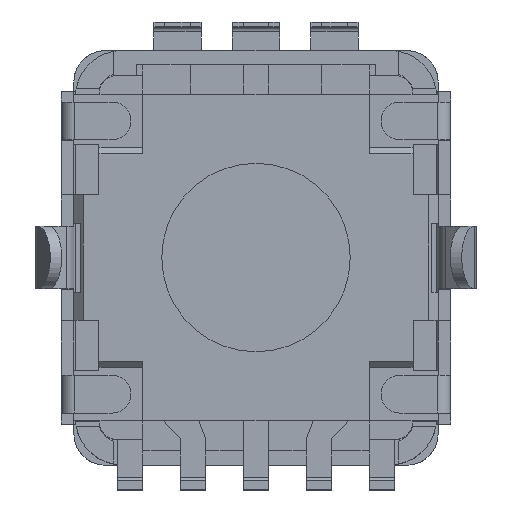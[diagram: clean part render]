
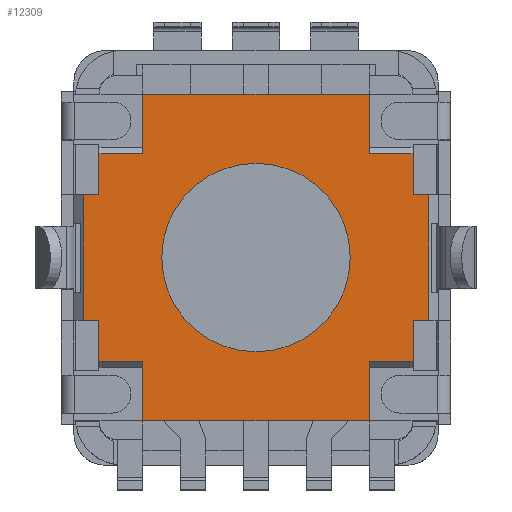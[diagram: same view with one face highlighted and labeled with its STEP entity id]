
A CAD part, top view. The second image highlights one B-rep face of the part: STEP entity #12309.
In plain terms, the highlighted planar face has unit normal (0, 0, 1).
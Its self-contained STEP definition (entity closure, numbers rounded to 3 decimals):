
#11279=VERTEX_POINT('',#11280);
#11280=CARTESIAN_POINT('',(4.837,-5.627,0.485));
#11383=EDGE_CURVE('',#11279,#11384,#11386,.F.);
#11384=VERTEX_POINT('',#11385);
#11385=CARTESIAN_POINT('',(-2.363,-5.627,0.485));
#11386=LINE('',#11387,#11388);
#11387=CARTESIAN_POINT('',(-2.363,-5.627,0.485));
#11388=VECTOR('',#11389,1.0);
#11389=DIRECTION('',(1.0,0.0,0.0));
#11569=VERTEX_POINT('',#11570);
#11570=CARTESIAN_POINT('',(-2.363,4.773,0.485));
#11576=EDGE_CURVE('',#11569,#11577,#11579,.F.);
#11577=VERTEX_POINT('',#11578);
#11578=CARTESIAN_POINT('',(4.837,4.773,0.485));
#11579=LINE('',#11580,#11581);
#11580=CARTESIAN_POINT('',(4.837,4.773,0.485));
#11581=VECTOR('',#11582,1.0);
#11582=DIRECTION('',(-1.0,0.0,0.0));
#12150=VERTEX_POINT('',#12151);
#12151=CARTESIAN_POINT('',(6.237,-3.727,0.485));
#12157=EDGE_CURVE('',#12150,#12158,#12160,.T.);
#12158=VERTEX_POINT('',#12159);
#12159=CARTESIAN_POINT('',(4.837,-3.727,0.485));
#12160=LINE('',#12161,#12162);
#12161=CARTESIAN_POINT('',(6.237,-3.727,0.485));
#12162=VECTOR('',#12163,1.0);
#12163=DIRECTION('',(-1.0,0.0,0.0));
#12219=VERTEX_POINT('',#12220);
#12220=CARTESIAN_POINT('',(6.237,2.873,0.485));
#12237=VERTEX_POINT('',#12238);
#12238=CARTESIAN_POINT('',(4.837,2.873,0.485));
#12244=EDGE_CURVE('',#12237,#12219,#12245,.T.);
#12245=LINE('',#12246,#12247);
#12246=CARTESIAN_POINT('',(4.837,2.873,0.485));
#12247=VECTOR('',#12248,1.0);
#12248=DIRECTION('',(1.0,0.0,0.0));
#12259=EDGE_CURVE('',#12219,#12260,#12262,.T.);
#12260=VERTEX_POINT('',#12261);
#12261=CARTESIAN_POINT('',(6.237,1.573,0.485));
#12262=LINE('',#12263,#12264);
#12263=CARTESIAN_POINT('',(6.237,2.873,0.485));
#12264=VECTOR('',#12265,1.0);
#12265=DIRECTION('',(0.0,-1.0,0.0));
#12309=ADVANCED_FACE('',(#12310,#12429),#12440,.F.);
#12310=FACE_BOUND('',#12311,.T.);
#12311=EDGE_LOOP('',(#12312,#12313,#12321,#12329,#12337,#12343,#12344,#12345,#12351,#12352,#12360,#12368,#12376,#12384,#12392,#12400,#12408,#12416,#12422,#12423));
#12312=ORIENTED_EDGE('',*,*,#12157,.F.);
#12313=ORIENTED_EDGE('',*,*,#12314,.T.);
#12314=EDGE_CURVE('',#12150,#12315,#12317,.F.);
#12315=VERTEX_POINT('',#12316);
#12316=CARTESIAN_POINT('',(6.237,-2.427,0.485));
#12317=LINE('',#12318,#12319);
#12318=CARTESIAN_POINT('',(6.237,-2.427,0.485));
#12319=VECTOR('',#12320,1.0);
#12320=DIRECTION('',(0.0,-1.0,0.0));
#12321=ORIENTED_EDGE('',*,*,#12322,.T.);
#12322=EDGE_CURVE('',#12315,#12323,#12325,.F.);
#12323=VERTEX_POINT('',#12324);
#12324=CARTESIAN_POINT('',(6.737,-2.427,0.485));
#12325=LINE('',#12326,#12327);
#12326=CARTESIAN_POINT('',(6.737,-2.427,0.485));
#12327=VECTOR('',#12328,1.0);
#12328=DIRECTION('',(-1.0,0.0,0.0));
#12329=ORIENTED_EDGE('',*,*,#12330,.T.);
#12330=EDGE_CURVE('',#12323,#12331,#12333,.F.);
#12331=VERTEX_POINT('',#12332);
#12332=CARTESIAN_POINT('',(6.737,1.573,0.485));
#12333=LINE('',#12334,#12335);
#12334=CARTESIAN_POINT('',(6.737,1.573,0.485));
#12335=VECTOR('',#12336,1.0);
#12336=DIRECTION('',(0.0,-1.0,0.0));
#12337=ORIENTED_EDGE('',*,*,#12338,.T.);
#12338=EDGE_CURVE('',#12331,#12260,#12339,.F.);
#12339=LINE('',#12340,#12341);
#12340=CARTESIAN_POINT('',(6.237,1.573,0.485));
#12341=VECTOR('',#12342,1.0);
#12342=DIRECTION('',(1.0,0.0,0.0));
#12343=ORIENTED_EDGE('',*,*,#12259,.F.);
#12344=ORIENTED_EDGE('',*,*,#12244,.F.);
#12345=ORIENTED_EDGE('',*,*,#12346,.T.);
#12346=EDGE_CURVE('',#12237,#11577,#12347,.T.);
#12347=LINE('',#12348,#12349);
#12348=CARTESIAN_POINT('',(4.837,2.873,0.485));
#12349=VECTOR('',#12350,1.0);
#12350=DIRECTION('',(0.,1.0,0.));
#12351=ORIENTED_EDGE('',*,*,#11576,.F.);
#12352=ORIENTED_EDGE('',*,*,#12353,.T.);
#12353=EDGE_CURVE('',#11569,#12354,#12356,.T.);
#12354=VERTEX_POINT('',#12355);
#12355=CARTESIAN_POINT('',(-2.363,2.873,0.485));
#12356=LINE('',#12357,#12358);
#12357=CARTESIAN_POINT('',(-2.363,4.773,0.485));
#12358=VECTOR('',#12359,1.0);
#12359=DIRECTION('',(0.,-1.0,0.));
#12360=ORIENTED_EDGE('',*,*,#12361,.T.);
#12361=EDGE_CURVE('',#12354,#12362,#12364,.F.);
#12362=VERTEX_POINT('',#12363);
#12363=CARTESIAN_POINT('',(-3.763,2.873,0.485));
#12364=LINE('',#12365,#12366);
#12365=CARTESIAN_POINT('',(-3.763,2.873,0.485));
#12366=VECTOR('',#12367,1.0);
#12367=DIRECTION('',(1.0,0.0,0.0));
#12368=ORIENTED_EDGE('',*,*,#12369,.T.);
#12369=EDGE_CURVE('',#12362,#12370,#12372,.F.);
#12370=VERTEX_POINT('',#12371);
#12371=CARTESIAN_POINT('',(-3.763,1.573,0.485));
#12372=LINE('',#12373,#12374);
#12373=CARTESIAN_POINT('',(-3.763,1.573,0.485));
#12374=VECTOR('',#12375,1.0);
#12375=DIRECTION('',(0.0,1.0,0.0));
#12376=ORIENTED_EDGE('',*,*,#12377,.T.);
#12377=EDGE_CURVE('',#12370,#12378,#12380,.F.);
#12378=VERTEX_POINT('',#12379);
#12379=CARTESIAN_POINT('',(-4.263,1.573,0.485));
#12380=LINE('',#12381,#12382);
#12381=CARTESIAN_POINT('',(-4.263,1.573,0.485));
#12382=VECTOR('',#12383,1.0);
#12383=DIRECTION('',(1.0,0.0,0.0));
#12384=ORIENTED_EDGE('',*,*,#12385,.T.);
#12385=EDGE_CURVE('',#12378,#12386,#12388,.F.);
#12386=VERTEX_POINT('',#12387);
#12387=CARTESIAN_POINT('',(-4.263,-2.427,0.485));
#12388=LINE('',#12389,#12390);
#12389=CARTESIAN_POINT('',(-4.263,-2.427,0.485));
#12390=VECTOR('',#12391,1.0);
#12391=DIRECTION('',(0.0,1.0,0.0));
#12392=ORIENTED_EDGE('',*,*,#12393,.T.);
#12393=EDGE_CURVE('',#12386,#12394,#12396,.F.);
#12394=VERTEX_POINT('',#12395);
#12395=CARTESIAN_POINT('',(-3.763,-2.427,0.485));
#12396=LINE('',#12397,#12398);
#12397=CARTESIAN_POINT('',(-3.763,-2.427,0.485));
#12398=VECTOR('',#12399,1.0);
#12399=DIRECTION('',(-1.0,0.0,0.0));
#12400=ORIENTED_EDGE('',*,*,#12401,.T.);
#12401=EDGE_CURVE('',#12394,#12402,#12404,.F.);
#12402=VERTEX_POINT('',#12403);
#12403=CARTESIAN_POINT('',(-3.763,-3.727,0.485));
#12404=LINE('',#12405,#12406);
#12405=CARTESIAN_POINT('',(-3.763,-3.727,0.485));
#12406=VECTOR('',#12407,1.0);
#12407=DIRECTION('',(0.0,1.0,0.0));
#12408=ORIENTED_EDGE('',*,*,#12409,.T.);
#12409=EDGE_CURVE('',#12402,#12410,#12412,.F.);
#12410=VERTEX_POINT('',#12411);
#12411=CARTESIAN_POINT('',(-2.363,-3.727,0.485));
#12412=LINE('',#12413,#12414);
#12413=CARTESIAN_POINT('',(-2.363,-3.727,0.485));
#12414=VECTOR('',#12415,1.0);
#12415=DIRECTION('',(-1.0,0.0,0.0));
#12416=ORIENTED_EDGE('',*,*,#12417,.T.);
#12417=EDGE_CURVE('',#12410,#11384,#12418,.T.);
#12418=LINE('',#12419,#12420);
#12419=CARTESIAN_POINT('',(-2.363,-3.727,0.485));
#12420=VECTOR('',#12421,1.0);
#12421=DIRECTION('',(0.,-1.0,0.));
#12422=ORIENTED_EDGE('',*,*,#11383,.F.);
#12423=ORIENTED_EDGE('',*,*,#12424,.T.);
#12424=EDGE_CURVE('',#11279,#12158,#12425,.T.);
#12425=LINE('',#12426,#12427);
#12426=CARTESIAN_POINT('',(4.837,-5.627,0.485));
#12427=VECTOR('',#12428,1.0);
#12428=DIRECTION('',(0.,1.0,0.));
#12429=FACE_BOUND('',#12430,.T.);
#12430=EDGE_LOOP('',(#12431));
#12431=ORIENTED_EDGE('',*,*,#12432,.T.);
#12432=EDGE_CURVE('',#12433,#12433,#12435,.F.);
#12433=VERTEX_POINT('',#12434);
#12434=CARTESIAN_POINT('',(4.237,-0.427,0.485));
#12435=CIRCLE('',#12436,3.0);
#12436=AXIS2_PLACEMENT_3D('',#12437,#12438,#12439);
#12437=CARTESIAN_POINT('',(1.237,-0.427,0.485));
#12438=DIRECTION('',(0.0,0.0,1.0));
#12439=DIRECTION('',(-1.0,0.0,0.0));
#12440=PLANE('',#12441);
#12441=AXIS2_PLACEMENT_3D('',#12442,#12443,#12444);
#12442=CARTESIAN_POINT('',(5.537,-3.827,0.485));
#12443=DIRECTION('',(0.0,0.0,-1.0));
#12444=DIRECTION('',(-1.0,0.0,0.0));
